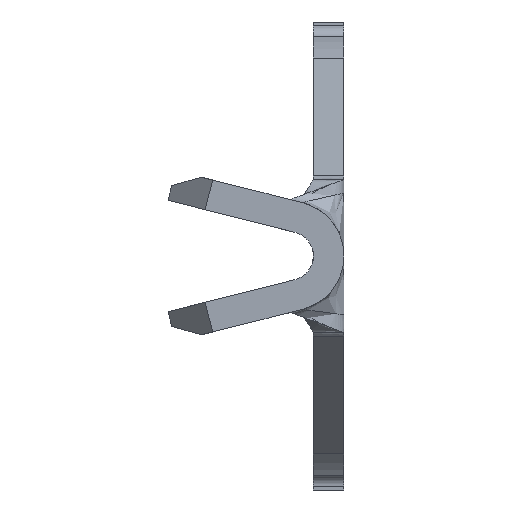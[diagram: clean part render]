
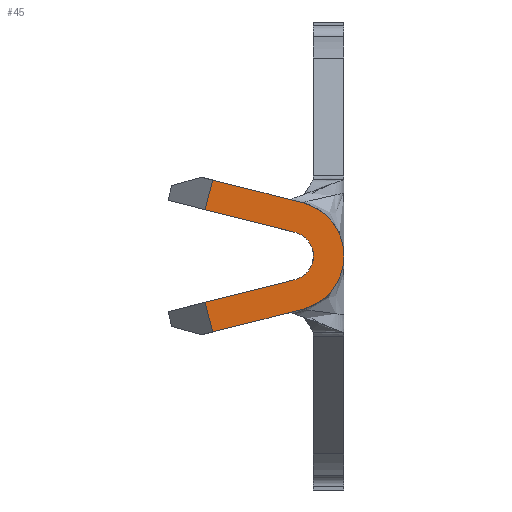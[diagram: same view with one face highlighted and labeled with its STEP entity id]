
A CAD part, left-side view. The second image highlights one B-rep face of the part: STEP entity #45.
In plain terms, the highlighted planar face has unit normal (-1, 0, 0).
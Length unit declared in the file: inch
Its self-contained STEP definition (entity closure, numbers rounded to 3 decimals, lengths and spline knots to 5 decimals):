
#45 = ADVANCED_FACE ( 'NONE', ( #3989 ), #2961, .F. ) ;
#57 = CARTESIAN_POINT ( 'NONE',  ( -0.375, 0.03211, 0.01552 ) ) ;
#80 = CARTESIAN_POINT ( 'NONE',  ( -0.375, 0.02724, 0.03492 ) ) ;
#95 = CARTESIAN_POINT ( 'NONE',  ( -0.375, 0.08832, -0.03993 ) ) ;
#101 = DIRECTION ( 'NONE',  ( 0., 0., -1. ) ) ;
#149 = DIRECTION ( 'NONE',  ( 0., -0.243, -0.97 ) ) ;
#228 = CARTESIAN_POINT ( 'NONE',  ( -0.375, 0.036, 0. ) ) ;
#328 = ORIENTED_EDGE ( 'NONE', *, *, #593, .F. ) ;
#413 = LINE ( 'NONE', #2499, #3702 ) ;
#436 = EDGE_CURVE ( 'NONE', #3217, #2209, #2004, .T. ) ;
#506 = DIRECTION ( 'NONE',  ( 0., -0.97, 0.243 ) ) ;
#573 = EDGE_CURVE ( 'NONE', #2347, #2147, #2480, .T. ) ;
#577 = DIRECTION ( 'NONE',  ( 0., 0.243, -0.97 ) ) ;
#592 = ORIENTED_EDGE ( 'NONE', *, *, #2192, .F. ) ;
#593 = EDGE_CURVE ( 'NONE', #1428, #2286, #725, .T. ) ;
#617 = LINE ( 'NONE', #797, #3148 ) ;
#620 = LINE ( 'NONE', #95, #3984 ) ;
#656 = EDGE_CURVE ( 'NONE', #706, #2209, #620, .T. ) ;
#706 = VERTEX_POINT ( 'NONE', #2024 ) ;
#725 = LINE ( 'NONE', #784, #3337 ) ;
#733 = DIRECTION ( 'NONE',  ( 0., 0.97, 0.243 ) ) ;
#738 = CARTESIAN_POINT ( 'NONE',  ( -0.375, 0.03211, -0.01552 ) ) ;
#784 = CARTESIAN_POINT ( 'NONE',  ( -0.375, 0.03211, 0.01552 ) ) ;
#797 = CARTESIAN_POINT ( 'NONE',  ( -0.375, 0.09075, 0.03023 ) ) ;
#814 = ORIENTED_EDGE ( 'NONE', *, *, #573, .F. ) ;
#820 = CARTESIAN_POINT ( 'NONE',  ( -0.375, 0.08588, -0.04963 ) ) ;
#853 = CARTESIAN_POINT ( 'NONE',  ( -0.375, 0.09075, 0.03023 ) ) ;
#871 = EDGE_LOOP ( 'NONE', ( #814, #967, #328, #592, #2896, #4263, #3658, #1270 ) ) ;
#964 = CIRCLE ( 'NONE', #2561, 0.016 ) ;
#967 = ORIENTED_EDGE ( 'NONE', *, *, #1202, .T. ) ;
#1055 = CIRCLE ( 'NONE', #4106, 0.036 ) ;
#1163 = VECTOR ( 'NONE', #2451, 39.37008 ) ;
#1197 = AXIS2_PLACEMENT_3D ( 'NONE', #228, #2678, #2614 ) ;
#1202 = EDGE_CURVE ( 'NONE', #2347, #2286, #617, .T. ) ;
#1203 = DIRECTION ( 'NONE',  ( 0., -0.97, -0.243 ) ) ;
#1270 = ORIENTED_EDGE ( 'NONE', *, *, #1344, .F. ) ;
#1344 = EDGE_CURVE ( 'NONE', #2147, #3217, #1055, .T. ) ;
#1428 = VERTEX_POINT ( 'NONE', #57 ) ;
#1463 = VERTEX_POINT ( 'NONE', #738 ) ;
#1616 = VECTOR ( 'NONE', #1203, 39.37008 ) ;
#1895 = CARTESIAN_POINT ( 'NONE',  ( -0.375, 0.02724, 0.03492 ) ) ;
#2004 = LINE ( 'NONE', #2733, #1163 ) ;
#2024 = CARTESIAN_POINT ( 'NONE',  ( -0.375, 0.09075, -0.03023 ) ) ;
#2101 = DIRECTION ( 'NONE',  ( -1., 0., 0. ) ) ;
#2147 = VERTEX_POINT ( 'NONE', #80 ) ;
#2192 = EDGE_CURVE ( 'NONE', #1463, #1428, #964, .T. ) ;
#2209 = VERTEX_POINT ( 'NONE', #820 ) ;
#2286 = VERTEX_POINT ( 'NONE', #853 ) ;
#2323 = EDGE_CURVE ( 'NONE', #706, #1463, #413, .T. ) ;
#2347 = VERTEX_POINT ( 'NONE', #3481 ) ;
#2451 = DIRECTION ( 'NONE',  ( 0., 0.97, -0.243 ) ) ;
#2480 = LINE ( 'NONE', #1895, #1616 ) ;
#2499 = CARTESIAN_POINT ( 'NONE',  ( -0.375, 0.03211, -0.01552 ) ) ;
#2561 = AXIS2_PLACEMENT_3D ( 'NONE', #4047, #2101, #101 ) ;
#2614 = DIRECTION ( 'NONE',  ( 0., 0., -1. ) ) ;
#2678 = DIRECTION ( 'NONE',  ( 1., 0., 0. ) ) ;
#2733 = CARTESIAN_POINT ( 'NONE',  ( -0.375, 0.02724, -0.03492 ) ) ;
#2896 = ORIENTED_EDGE ( 'NONE', *, *, #2323, .F. ) ;
#2961 = PLANE ( 'NONE',  #1197 ) ;
#3036 = CARTESIAN_POINT ( 'NONE',  ( -0.375, 0.02724, -0.03492 ) ) ;
#3148 = VECTOR ( 'NONE', #577, 39.37008 ) ;
#3217 = VERTEX_POINT ( 'NONE', #3036 ) ;
#3337 = VECTOR ( 'NONE', #733, 39.37008 ) ;
#3481 = CARTESIAN_POINT ( 'NONE',  ( -0.375, 0.08588, 0.04963 ) ) ;
#3658 = ORIENTED_EDGE ( 'NONE', *, *, #436, .F. ) ;
#3702 = VECTOR ( 'NONE', #506, 39.37008 ) ;
#3764 = DIRECTION ( 'NONE',  ( 0., 0., -1. ) ) ;
#3984 = VECTOR ( 'NONE', #149, 39.37008 ) ;
#3989 = FACE_OUTER_BOUND ( 'NONE', #871, .T. ) ;
#4047 = CARTESIAN_POINT ( 'NONE',  ( -0.375, 0.036, 0. ) ) ;
#4081 = DIRECTION ( 'NONE',  ( 1., 0., 0. ) ) ;
#4096 = CARTESIAN_POINT ( 'NONE',  ( -0.375, 0.036, 0. ) ) ;
#4106 = AXIS2_PLACEMENT_3D ( 'NONE', #4096, #4081, #3764 ) ;
#4263 = ORIENTED_EDGE ( 'NONE', *, *, #656, .T. ) ;
